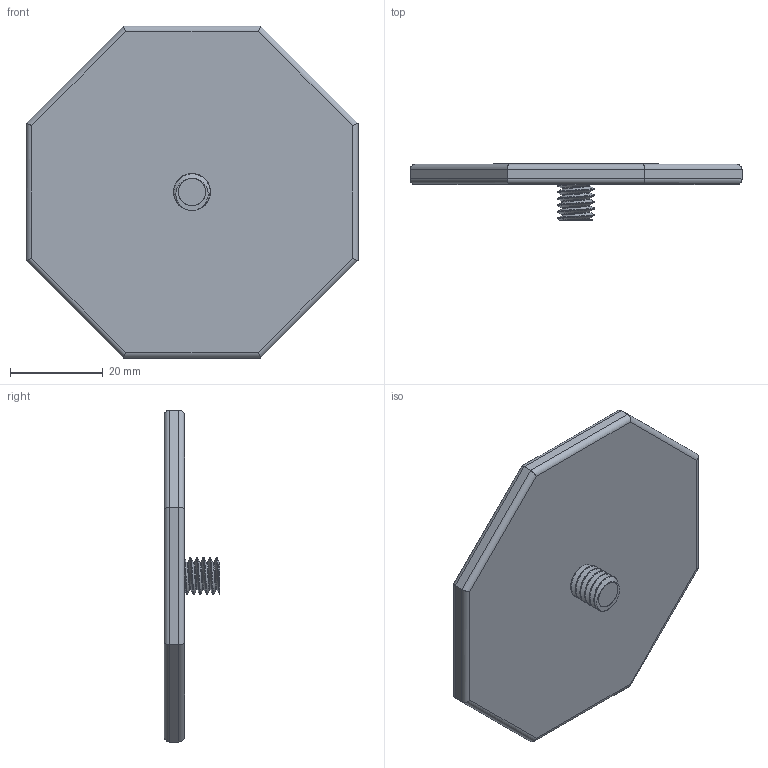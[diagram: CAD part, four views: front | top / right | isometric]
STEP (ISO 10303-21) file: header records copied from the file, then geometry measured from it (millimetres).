
FILE_DESCRIPTION(/* description */ (''),/* implementation_level */ '2;1');
FILE_NAME(/* name */ 'Tensile_test_OV-PAM_standard_bottom.stp',/* time_stamp */ '2023-09-07T11:25:58+09:00',/* author */ ('jsw'),/* organization */ (''),/* preprocessor_version */ 'ST-DEVELOPER v19.2',/* originating_system */ 'Autodesk Inventor 2024',/* authorisation */ '');
FILE_SCHEMA (('AUTOMOTIVE_DESIGN { 1 0 10303 214 3 1 1 }'));
Length unit declared in the file: millimetre
Products named in the file (1): OV-PAM_bottom_2
Bounding box: 71.58 x 12.02 x 71.58 mm (x, y, z)
Volume: 16231.4 mm3; surface area: 10296 mm2
Topology: 2 solids, 2 shells, 62 faces, 149 edges, 94 vertices
Faces by surface type: plane 31, cylinder 25, bspline 6
Full cylindrical faces by diameter (mm): 5.845 x2, 7.938 x5
Entity records: 4516 total; most frequent: CARTESIAN_POINT 3086, ORIENTED_EDGE 298, DIRECTION 256, EDGE_CURVE 149, LINE 96, VECTOR 96, VERTEX_POINT 94, AXIS2_PLACEMENT_3D 80
